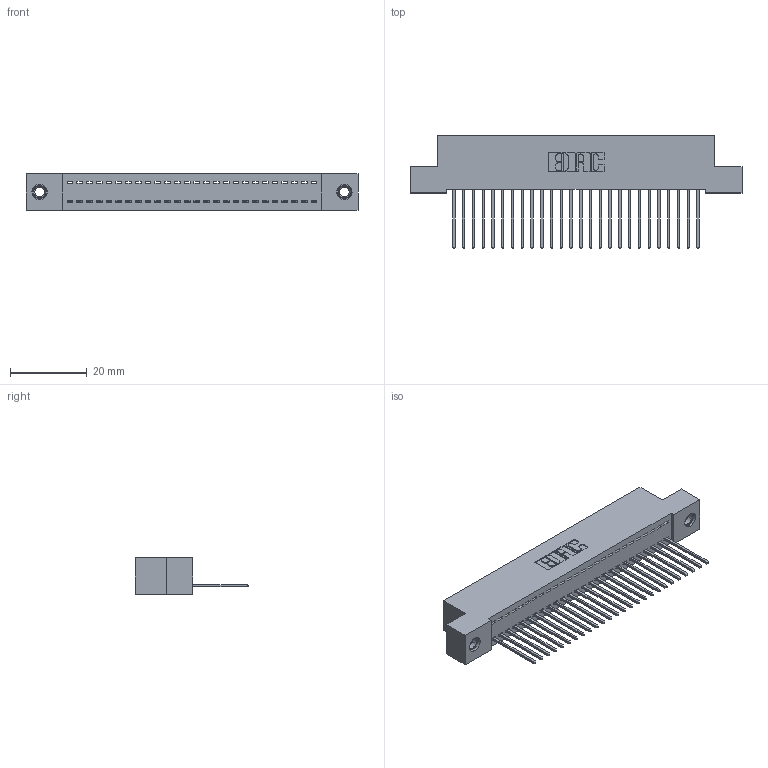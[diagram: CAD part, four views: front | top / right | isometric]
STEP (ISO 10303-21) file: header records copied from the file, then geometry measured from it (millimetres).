
FILE_DESCRIPTION (( 'STEP AP203' ), '1' );
FILE_NAME ('392-026-540-107.STEP', '2019-10-07T11:19:25', ( '' ), ( '' ), 'SwSTEP 2.0', 'SolidWorks 2016', '' );
FILE_SCHEMA (( 'CONFIG_CONTROL_DESIGN' ));
Length unit declared in the file: inch
Products named in the file (4): 345-250-001_345-250-005-103; 392-026-540-107; 342 Part_TI; 345-292-001_345-293-140
Assembly tree (29 placements, depth 2):
  392-026-540-107
    342 Part_TI
    345-292-001_345-293-140  x26
    345-250-001_345-250-005-103  x2
Bounding box: 86.36 x 29.47 x 9.4 mm (x, y, z)
Volume: 7535.6 mm3; surface area: 11042.7 mm2
Topology: 29 solids, 29 shells, 1678 faces, 5011 edges, 3298 vertices
Faces by surface type: plane 1190, cylinder 472, cone 12, torus 4
Entity records: 19036 total; most frequent: CARTESIAN_POINT 3267, ORIENTED_EDGE 3222, DIRECTION 2821, EDGE_CURVE 1611, VECTOR 1463, LINE 1463, VERTEX_POINT 1068, AXIS2_PLACEMENT_3D 679
